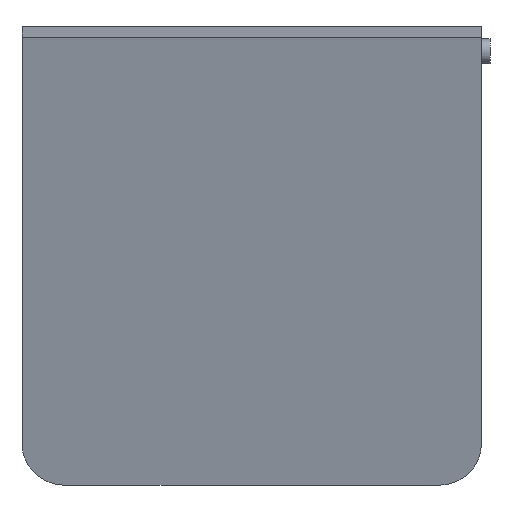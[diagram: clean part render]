
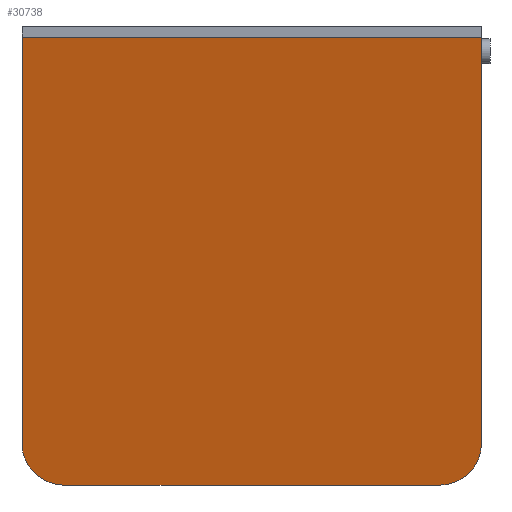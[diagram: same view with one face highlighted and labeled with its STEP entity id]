
A CAD part, front view. The second image highlights one B-rep face of the part: STEP entity #30738.
In plain terms, the highlighted planar face has unit normal (0, -0.97, -0.242).
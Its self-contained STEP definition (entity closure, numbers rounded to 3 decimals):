
#5479=LINE('',#53823,#8830);
#5480=LINE('',#53827,#8831);
#5481=LINE('',#53829,#8832);
#5482=LINE('',#53830,#8833);
#8830=VECTOR('',#40244,10.);
#8831=VECTOR('',#40247,10.);
#8832=VECTOR('',#40248,10.);
#8833=VECTOR('',#40249,10.);
#10703=FACE_OUTER_BOUND('',#12093,.T.);
#12093=EDGE_LOOP('',(#28077,#28078,#28079,#28080,#28081,#28082));
#13229=CIRCLE('',#32959,5.);
#13230=CIRCLE('',#32961,5.);
#17158=VERTEX_POINT('',#53816);
#17159=VERTEX_POINT('',#53818);
#17160=VERTEX_POINT('',#53822);
#17161=VERTEX_POINT('',#53824);
#17162=VERTEX_POINT('',#53826);
#17163=VERTEX_POINT('',#53828);
#21704=EDGE_CURVE('',#17158,#17159,#13229,.T.);
#21706=EDGE_CURVE('',#17160,#17158,#5479,.T.);
#21707=EDGE_CURVE('',#17161,#17160,#13230,.T.);
#21708=EDGE_CURVE('',#17161,#17162,#5480,.T.);
#21709=EDGE_CURVE('',#17162,#17163,#5481,.T.);
#21710=EDGE_CURVE('',#17163,#17159,#5482,.T.);
#28077=ORIENTED_EDGE('',*,*,#21704,.F.);
#28078=ORIENTED_EDGE('',*,*,#21706,.F.);
#28079=ORIENTED_EDGE('',*,*,#21707,.F.);
#28080=ORIENTED_EDGE('',*,*,#21708,.T.);
#28081=ORIENTED_EDGE('',*,*,#21709,.T.);
#28082=ORIENTED_EDGE('',*,*,#21710,.T.);
#29620=PLANE('',#32960);
#30738=ADVANCED_FACE('',(#10703),#29620,.T.);
#32959=AXIS2_PLACEMENT_3D('',#53819,#40239,#40240);
#32960=AXIS2_PLACEMENT_3D('',#53821,#40242,#40243);
#32961=AXIS2_PLACEMENT_3D('',#53825,#40245,#40246);
#40239=DIRECTION('center_axis',(0.,0.97,0.242));
#40240=DIRECTION('ref_axis',(-0.707,0.171,-0.686));
#40242=DIRECTION('center_axis',(0.,-0.97,-0.242));
#40243=DIRECTION('ref_axis',(0.,-0.242,0.97));
#40244=DIRECTION('',(-1.,0.,0.));
#40245=DIRECTION('center_axis',(0.,0.97,0.242));
#40246=DIRECTION('ref_axis',(0.707,0.171,-0.686));
#40247=DIRECTION('',(0.,-0.242,0.97));
#40248=DIRECTION('',(-1.,0.,0.));
#40249=DIRECTION('',(0.,0.242,-0.97));
#53816=CARTESIAN_POINT('',(-48.72,1.83,-53.606));
#53818=CARTESIAN_POINT('',(-53.72,0.62,-48.754));
#53819=CARTESIAN_POINT('Origin',(-48.72,0.62,-48.754));
#53821=CARTESIAN_POINT('Origin',(0.,1.83,-53.606));
#53822=CARTESIAN_POINT('',(-5.,1.83,-53.606));
#53823=CARTESIAN_POINT('',(0.,1.83,-53.606));
#53824=CARTESIAN_POINT('',(0.,0.62,-48.754));
#53825=CARTESIAN_POINT('Origin',(-5.,0.62,-48.754));
#53826=CARTESIAN_POINT('',(0.,-11.234,-1.21));
#53827=CARTESIAN_POINT('',(0.,1.83,-53.606));
#53828=CARTESIAN_POINT('',(-53.72,-11.234,-1.21));
#53829=CARTESIAN_POINT('',(0.,-11.234,-1.21));
#53830=CARTESIAN_POINT('',(-53.72,-1.436,-40.507));
